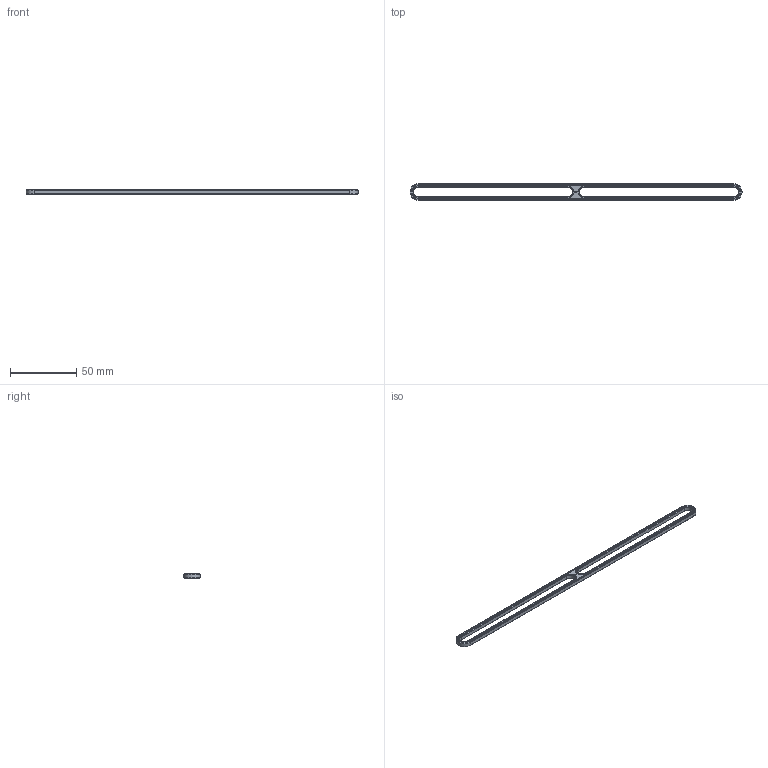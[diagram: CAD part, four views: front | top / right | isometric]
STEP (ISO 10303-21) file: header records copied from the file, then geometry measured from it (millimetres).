
FILE_DESCRIPTION(('FreeCAD Model'),'2;1');
FILE_NAME('Open CASCADE Shape Model','2021-03-28T15:54:02',('Author'),( ''),'Open CASCADE STEP processor 7.4','FreeCAD','Unknown');
FILE_SCHEMA(('AUTOMOTIVE_DESIGN { 1 0 10303 214 1 1 1 1 }'));
Length unit declared in the file: millimetre
Products named in the file (1): Brace_STR_SLT_SQT_ERR_BU20x01x00.25x10_-_SPN-BRC-0443_(stemfie.org)
Bounding box: 250 x 12.5 x 3.12 mm (x, y, z)
Volume: 4342.3 mm3; surface area: 5879.7 mm2
Topology: 1 solids, 1 shells, 565 faces, 1553 edges, 1026 vertices
Faces by surface type: plane 367, extrusion 174, cone 12, cylinder 12
Entity records: 39244 total; most frequent: CARTESIAN_POINT 9463, DIRECTION 4787, VECTOR 3871, LINE 3697, ORIENTED_EDGE 3106, PCURVE 3106, DEFINITIONAL_REPRESENTATION 3106, EDGE_CURVE 1553
